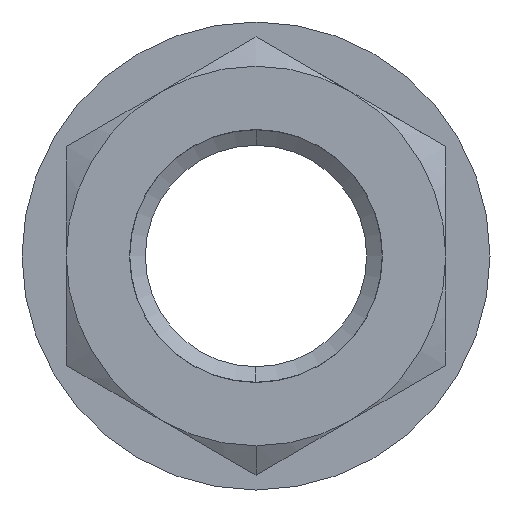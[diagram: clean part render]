
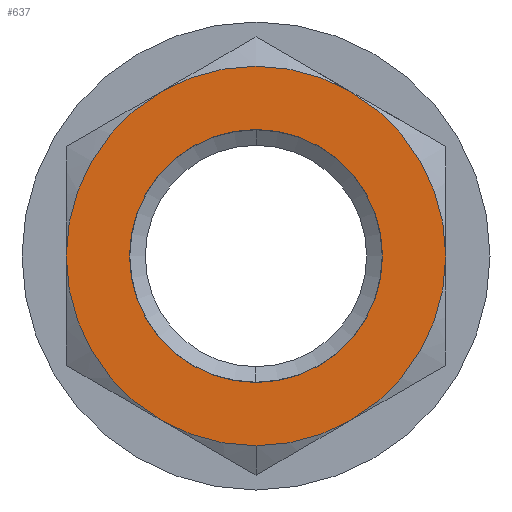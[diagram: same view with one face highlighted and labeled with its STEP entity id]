
A CAD part, left-side view. The second image highlights one B-rep face of the part: STEP entity #637.
In plain terms, the highlighted planar face has unit normal (-1, 0, 0).
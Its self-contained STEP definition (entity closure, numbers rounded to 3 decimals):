
#10 = CIRCLE ( 'NONE', #696, 15. ) ;
#38 = AXIS2_PLACEMENT_3D ( 'NONE', #2129, #724, #1750 ) ;
#87 = VERTEX_POINT ( 'NONE', #500 ) ;
#101 = EDGE_CURVE ( 'NONE', #87, #1488, #2654, .T. ) ;
#122 = EDGE_CURVE ( 'NONE', #1025, #452, #2303, .T. ) ;
#157 = EDGE_CURVE ( 'NONE', #171, #2630, #742, .T. ) ;
#171 = VERTEX_POINT ( 'NONE', #632 ) ;
#176 = ORIENTED_EDGE ( 'NONE', *, *, #122, .T. ) ;
#211 = EDGE_CURVE ( 'NONE', #1488, #171, #1101, .T. ) ;
#237 = DIRECTION ( 'NONE',  ( -1., 0., 0. ) ) ;
#278 = DIRECTION ( 'NONE',  ( 1., 0., 0. ) ) ;
#332 = VERTEX_POINT ( 'NONE', #721 ) ;
#336 = CARTESIAN_POINT ( 'NONE',  ( -13., 0., 0. ) ) ;
#339 = AXIS2_PLACEMENT_3D ( 'NONE', #1922, #711, #2123 ) ;
#395 = CIRCLE ( 'NONE', #2093, 10. ) ;
#410 = CARTESIAN_POINT ( 'NONE',  ( -13., -10., 0. ) ) ;
#452 = VERTEX_POINT ( 'NONE', #2174 ) ;
#489 = CARTESIAN_POINT ( 'NONE',  ( -13., 0., 0. ) ) ;
#500 = CARTESIAN_POINT ( 'NONE',  ( -13., 0., -15. ) ) ;
#517 = CARTESIAN_POINT ( 'NONE',  ( -13., -7.5, 12.99 ) ) ;
#539 = DIRECTION ( 'NONE',  ( 0., -1., 0. ) ) ;
#632 = CARTESIAN_POINT ( 'NONE',  ( -13., -15., 0. ) ) ;
#637 = ADVANCED_FACE ( 'NONE', ( #1226, #1776 ), #1183, .T. ) ;
#639 = CARTESIAN_POINT ( 'NONE',  ( -13., 0., 0. ) ) ;
#676 = CIRCLE ( 'NONE', #2409, 10. ) ;
#696 = AXIS2_PLACEMENT_3D ( 'NONE', #1460, #237, #1665 ) ;
#711 = DIRECTION ( 'NONE',  ( -1., 0., 0. ) ) ;
#721 = CARTESIAN_POINT ( 'NONE',  ( -13., 10., 0. ) ) ;
#724 = DIRECTION ( 'NONE',  ( -1., 0., 0. ) ) ;
#742 = CIRCLE ( 'NONE', #1729, 15. ) ;
#787 = DIRECTION ( 'NONE',  ( -1., 0., 0. ) ) ;
#846 = DIRECTION ( 'NONE',  ( 0., 0., -1. ) ) ;
#925 = DIRECTION ( 'NONE',  ( 0., 0., -1. ) ) ;
#1025 = VERTEX_POINT ( 'NONE', #2542 ) ;
#1030 = DIRECTION ( 'NONE',  ( -1., 0., 0. ) ) ;
#1041 = CARTESIAN_POINT ( 'NONE',  ( -13., 0., 0. ) ) ;
#1043 = ORIENTED_EDGE ( 'NONE', *, *, #211, .T. ) ;
#1101 = CIRCLE ( 'NONE', #38, 15. ) ;
#1103 = AXIS2_PLACEMENT_3D ( 'NONE', #639, #2047, #846 ) ;
#1183 = PLANE ( 'NONE',  #1300 ) ;
#1226 = FACE_BOUND ( 'NONE', #1400, .T. ) ;
#1238 = DIRECTION ( 'NONE',  ( 0., 0., -1. ) ) ;
#1300 = AXIS2_PLACEMENT_3D ( 'NONE', #1989, #787, #2207 ) ;
#1332 = EDGE_CURVE ( 'NONE', #332, #1918, #395, .T. ) ;
#1400 = EDGE_LOOP ( 'NONE', ( #2358, #2540 ) ) ;
#1454 = AXIS2_PLACEMENT_3D ( 'NONE', #489, #1505, #925 ) ;
#1460 = CARTESIAN_POINT ( 'NONE',  ( -13., 0., 0. ) ) ;
#1488 = VERTEX_POINT ( 'NONE', #2202 ) ;
#1504 = CARTESIAN_POINT ( 'NONE',  ( -13., 0., 0. ) ) ;
#1505 = DIRECTION ( 'NONE',  ( -1., 0., 0. ) ) ;
#1599 = AXIS2_PLACEMENT_3D ( 'NONE', #1041, #1030, #1238 ) ;
#1644 = CIRCLE ( 'NONE', #1103, 15. ) ;
#1665 = DIRECTION ( 'NONE',  ( 0., 0., -1. ) ) ;
#1671 = VERTEX_POINT ( 'NONE', #2480 ) ;
#1709 = DIRECTION ( 'NONE',  ( 0., -1., 0. ) ) ;
#1729 = AXIS2_PLACEMENT_3D ( 'NONE', #2247, #2256, #2458 ) ;
#1750 = DIRECTION ( 'NONE',  ( 0., 0., -1. ) ) ;
#1773 = DIRECTION ( 'NONE',  ( 1., 0., 0. ) ) ;
#1776 = FACE_OUTER_BOUND ( 'NONE', #2244, .T. ) ;
#1914 = ORIENTED_EDGE ( 'NONE', *, *, #101, .T. ) ;
#1918 = VERTEX_POINT ( 'NONE', #410 ) ;
#1922 = CARTESIAN_POINT ( 'NONE',  ( -13., 0., 0. ) ) ;
#1989 = CARTESIAN_POINT ( 'NONE',  ( -13., 15., -25.981 ) ) ;
#2047 = DIRECTION ( 'NONE',  ( -1., 0., 0. ) ) ;
#2093 = AXIS2_PLACEMENT_3D ( 'NONE', #336, #1773, #539 ) ;
#2123 = DIRECTION ( 'NONE',  ( 0., 0., -1. ) ) ;
#2129 = CARTESIAN_POINT ( 'NONE',  ( -13., 0., 0. ) ) ;
#2139 = EDGE_CURVE ( 'NONE', #1918, #332, #676, .T. ) ;
#2174 = CARTESIAN_POINT ( 'NONE',  ( -13., 7.5, -12.99 ) ) ;
#2202 = CARTESIAN_POINT ( 'NONE',  ( -13., -7.5, -12.99 ) ) ;
#2207 = DIRECTION ( 'NONE',  ( 0., -1., 0. ) ) ;
#2244 = EDGE_LOOP ( 'NONE', ( #2479, #1914, #1043, #2393, #2446, #2297, #176 ) ) ;
#2247 = CARTESIAN_POINT ( 'NONE',  ( -13., 0., 0. ) ) ;
#2254 = EDGE_CURVE ( 'NONE', #452, #87, #2468, .T. ) ;
#2256 = DIRECTION ( 'NONE',  ( -1., 0., 0. ) ) ;
#2297 = ORIENTED_EDGE ( 'NONE', *, *, #2333, .T. ) ;
#2303 = CIRCLE ( 'NONE', #1599, 15. ) ;
#2333 = EDGE_CURVE ( 'NONE', #1671, #1025, #10, .T. ) ;
#2337 = EDGE_CURVE ( 'NONE', #2630, #1671, #1644, .T. ) ;
#2358 = ORIENTED_EDGE ( 'NONE', *, *, #2139, .T. ) ;
#2393 = ORIENTED_EDGE ( 'NONE', *, *, #157, .T. ) ;
#2409 = AXIS2_PLACEMENT_3D ( 'NONE', #1504, #278, #1709 ) ;
#2446 = ORIENTED_EDGE ( 'NONE', *, *, #2337, .T. ) ;
#2458 = DIRECTION ( 'NONE',  ( 0., 0., -1. ) ) ;
#2468 = CIRCLE ( 'NONE', #339, 15. ) ;
#2479 = ORIENTED_EDGE ( 'NONE', *, *, #2254, .T. ) ;
#2480 = CARTESIAN_POINT ( 'NONE',  ( -13., 7.5, 12.99 ) ) ;
#2540 = ORIENTED_EDGE ( 'NONE', *, *, #1332, .T. ) ;
#2542 = CARTESIAN_POINT ( 'NONE',  ( -13., 15., 0. ) ) ;
#2630 = VERTEX_POINT ( 'NONE', #517 ) ;
#2654 = CIRCLE ( 'NONE', #1454, 15. ) ;
